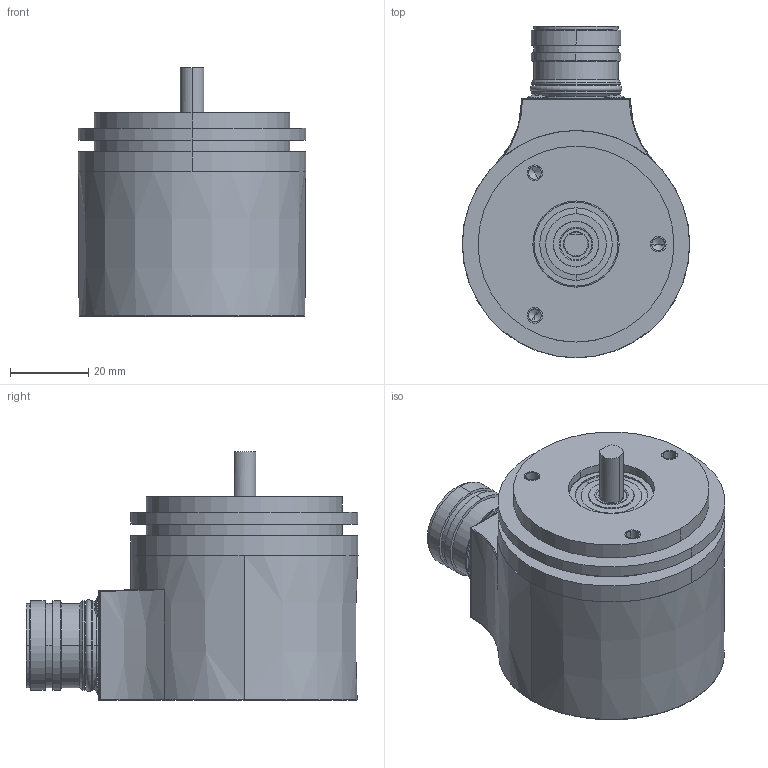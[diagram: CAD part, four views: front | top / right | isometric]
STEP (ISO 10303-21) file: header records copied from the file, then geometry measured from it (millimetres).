
FILE_DESCRIPTION((''),'2;1');
FILE_NAME('ES58_M23','2014-09-11T',('lika51'),(''),'PRO/ENGINEER BY PARAMETRIC TECHNOLOGY CORPORATION, 2010180','PRO/ENGINEER BY PARAMETRIC TECHNOLOGY CORPORATION, 2010180','');
FILE_SCHEMA(('CONFIG_CONTROL_DESIGN'));
Length unit declared in the file: millimetre
Products named in the file (1): ES58_M23
Bounding box: 58.08 x 84.74 x 63.5 mm (x, y, z)
Volume: 61832.6 mm3; surface area: 41460.4 mm2
Topology: 24 solids, 44 shells, 868 faces, 2008 edges, 1217 vertices
Faces by surface type: cylinder 297, plane 294, cone 138, torus 61, sphere 44, bspline 34
Entity records: 25451 total; most frequent: CARTESIAN_POINT 5614, DIRECTION 4512, ORIENTED_EDGE 3812, EDGE_CURVE 1924, AXIS2_PLACEMENT_3D 1864, VERTEX_POINT 1217, CIRCLE 1029, EDGE_LOOP 985
